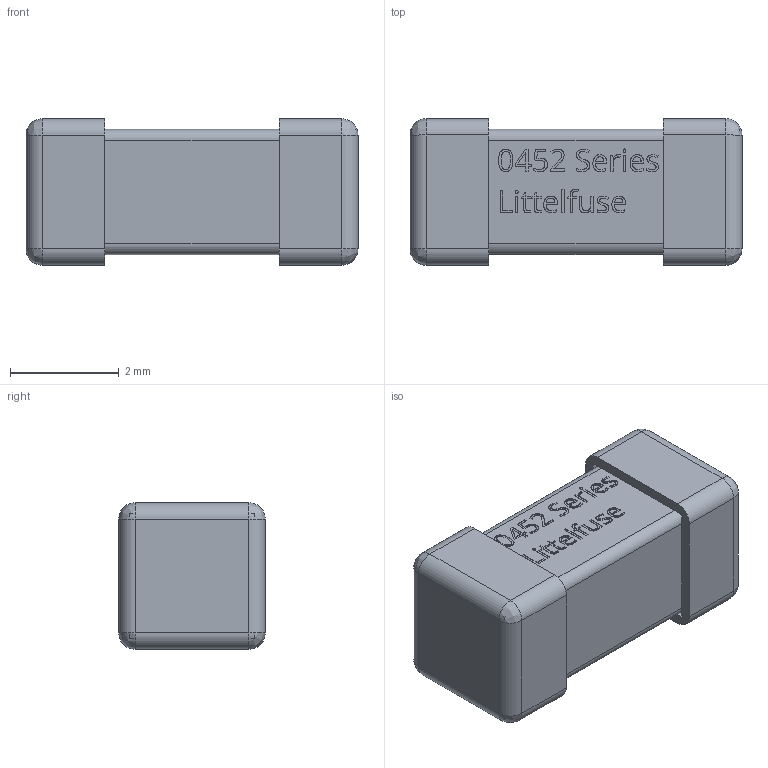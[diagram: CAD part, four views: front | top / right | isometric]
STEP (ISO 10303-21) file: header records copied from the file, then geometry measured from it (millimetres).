
FILE_DESCRIPTION(('FreeCAD Model'),'2;1');
FILE_NAME( 'User Library-0452 series fuse_sp.step', '2020-01-25T15:25:08',('kicad StepUp'),('ksu MCAD'), 'Open CASCADE STEP processor 7.3','FreeCAD','Unknown');
FILE_SCHEMA(('AUTOMOTIVE_DESIGN { 1 0 10303 214 1 1 1 1 }'));
Length unit declared in the file: millimetre
Products named in the file (1): User_Library-0452_series_fuse_sp
Bounding box: 6.1 x 2.69 x 2.69 mm (x, y, z)
Volume: 37.1 mm3; surface area: 81.7 mm2
Topology: 1 solids, 1 shells, 438 faces, 1184 edges, 770 vertices
Faces by surface type: bspline 228, plane 190, cylinder 20
Entity records: 17319 total; most frequent: CARTESIAN_POINT 4813, ORIENTED_EDGE 2352, DIRECTION 1198, EDGE_CURVE 1176, VERTEX_POINT 770, LINE 696, VECTOR 696, FACE_BOUND 468
